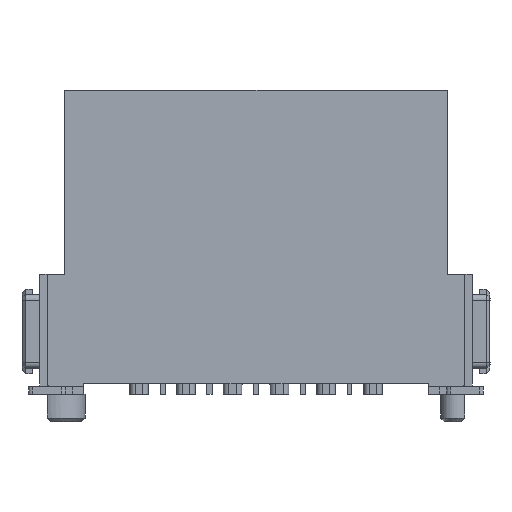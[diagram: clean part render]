
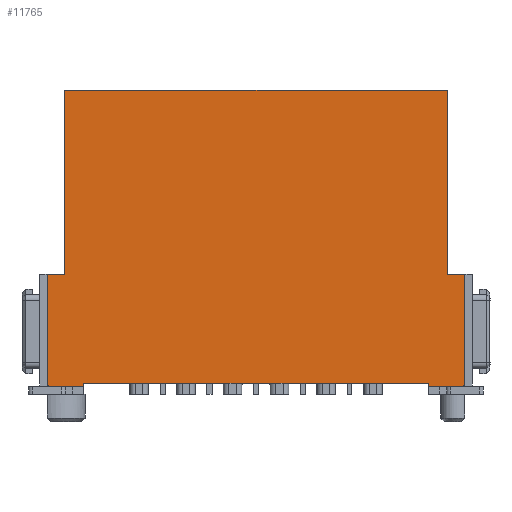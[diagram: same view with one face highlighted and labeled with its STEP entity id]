
A CAD part, front view. The second image highlights one B-rep face of the part: STEP entity #11765.
In plain terms, the highlighted planar face has unit normal (0, -1, 0).
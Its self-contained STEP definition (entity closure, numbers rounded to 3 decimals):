
#281=DIRECTION('',(1.,0.,0.));
#282=VECTOR('',#281,0.485);
#283=CARTESIAN_POINT('',(-5.67,-2.1,3.25));
#284=LINE('',#283,#282);
#337=DIRECTION('',(1.,0.,0.));
#338=VECTOR('',#337,0.485);
#339=CARTESIAN_POINT('',(5.185,-2.1,3.25));
#340=LINE('',#339,#338);
#582=DIRECTION('',(1.,0.,0.));
#583=VECTOR('',#582,9.34);
#584=CARTESIAN_POINT('',(-4.67,-2.1,0.3));
#585=LINE('',#584,#583);
#3473=DIRECTION('',(0.,0.,1.));
#3474=VECTOR('',#3473,3.05);
#3475=CARTESIAN_POINT('',(5.67,-2.1,0.2));
#3476=LINE('',#3475,#3474);
#4736=DIRECTION('',(0.,0.,1.));
#4737=VECTOR('',#4736,0.1);
#4738=CARTESIAN_POINT('',(-4.67,-2.1,0.2));
#4739=LINE('',#4738,#4737);
#4743=DIRECTION('',(1.,0.,0.));
#4744=VECTOR('',#4743,1.);
#4745=CARTESIAN_POINT('',(-5.67,-2.1,0.2));
#4746=LINE('',#4745,#4744);
#4750=DIRECTION('',(0.,0.,1.));
#4751=VECTOR('',#4750,3.05);
#4752=CARTESIAN_POINT('',(-5.67,-2.1,0.2));
#4753=LINE('',#4752,#4751);
#4757=DIRECTION('',(0.,0.,1.));
#4758=VECTOR('',#4757,5.);
#4759=CARTESIAN_POINT('',(-5.185,-2.1,3.25));
#4760=LINE('',#4759,#4758);
#4764=DIRECTION('',(1.,0.,0.));
#4765=VECTOR('',#4764,1.);
#4766=CARTESIAN_POINT('',(4.67,-2.1,0.2));
#4767=LINE('',#4766,#4765);
#4771=DIRECTION('',(0.,0.,1.));
#4772=VECTOR('',#4771,0.1);
#4773=CARTESIAN_POINT('',(4.67,-2.1,0.2));
#4774=LINE('',#4773,#4772);
#6318=DIRECTION('',(1.,0.,0.));
#6319=VECTOR('',#6318,10.37);
#6320=CARTESIAN_POINT('',(-5.185,-2.1,8.25));
#6321=LINE('',#6320,#6319);
#6423=DIRECTION('',(0.,0.,1.));
#6424=VECTOR('',#6423,5.);
#6425=CARTESIAN_POINT('',(5.185,-2.1,3.25));
#6426=LINE('',#6425,#6424);
#6619=CARTESIAN_POINT('',(5.67,-2.1,3.25));
#6621=VERTEX_POINT('',#6619);
#6624=CARTESIAN_POINT('',(-5.67,-2.1,3.25));
#6626=VERTEX_POINT('',#6624);
#6747=CARTESIAN_POINT('',(-5.185,-2.1,8.25));
#6748=CARTESIAN_POINT('',(5.185,-2.1,8.25));
#6749=VERTEX_POINT('',#6747);
#6750=VERTEX_POINT('',#6748);
#6755=CARTESIAN_POINT('',(-5.185,-2.1,3.25));
#6756=VERTEX_POINT('',#6755);
#6757=CARTESIAN_POINT('',(5.185,-2.1,3.25));
#6758=VERTEX_POINT('',#6757);
#6784=CARTESIAN_POINT('',(5.67,-2.1,0.2));
#6786=VERTEX_POINT('',#6784);
#6798=CARTESIAN_POINT('',(-5.67,-2.1,0.2));
#6800=VERTEX_POINT('',#6798);
#7281=CARTESIAN_POINT('',(4.67,-2.1,0.2));
#7282=VERTEX_POINT('',#7281);
#7663=CARTESIAN_POINT('',(-4.67,-2.1,0.3));
#7664=VERTEX_POINT('',#7663);
#7677=CARTESIAN_POINT('',(4.67,-2.1,0.3));
#7678=VERTEX_POINT('',#7677);
#7703=CARTESIAN_POINT('',(-4.67,-2.1,0.2));
#7704=VERTEX_POINT('',#7703);
#11742=CARTESIAN_POINT('',(-5.67,-2.1,0.));
#11743=DIRECTION('',(0.,-1.,0.));
#11744=DIRECTION('',(1.,0.,0.));
#11745=AXIS2_PLACEMENT_3D('',#11742,#11743,#11744);
#11746=PLANE('',#11745);
#11747=ORIENTED_EDGE('',*,*,#8159,.F.);
#11748=ORIENTED_EDGE('',*,*,#8004,.F.);
#11749=ORIENTED_EDGE('',*,*,#10552,.F.);
#11751=ORIENTED_EDGE('',*,*,#11750,.T.);
#11752=ORIENTED_EDGE('',*,*,#8066,.T.);
#11753=ORIENTED_EDGE('',*,*,#8110,.T.);
#11755=ORIENTED_EDGE('',*,*,#11754,.T.);
#11757=ORIENTED_EDGE('',*,*,#11756,.F.);
#11758=ORIENTED_EDGE('',*,*,#8094,.T.);
#11759=ORIENTED_EDGE('',*,*,#10597,.F.);
#11760=ORIENTED_EDGE('',*,*,#10567,.F.);
#11762=ORIENTED_EDGE('',*,*,#11761,.T.);
#11763=EDGE_LOOP('',(#11747,#11748,#11749,#11751,#11752,#11753,#11755,#11757,
#11758,#11759,#11760,#11762));
#11764=FACE_OUTER_BOUND('',#11763,.F.);
#11765=ADVANCED_FACE('',(#11764),#11746,.T.);
#8004=EDGE_CURVE('',#7704,#7664,#4739,.T.);
#8066=EDGE_CURVE('',#6626,#6756,#284,.T.);
#8094=EDGE_CURVE('',#6758,#6621,#340,.T.);
#8110=EDGE_CURVE('',#6756,#6749,#4760,.T.);
#8159=EDGE_CURVE('',#7664,#7678,#585,.T.);
#10552=EDGE_CURVE('',#6800,#7704,#4746,.T.);
#10567=EDGE_CURVE('',#7282,#6786,#4767,.T.);
#10597=EDGE_CURVE('',#6786,#6621,#3476,.T.);
#11750=EDGE_CURVE('',#6800,#6626,#4753,.T.);
#11754=EDGE_CURVE('',#6749,#6750,#6321,.T.);
#11756=EDGE_CURVE('',#6758,#6750,#6426,.T.);
#11761=EDGE_CURVE('',#7282,#7678,#4774,.T.);
